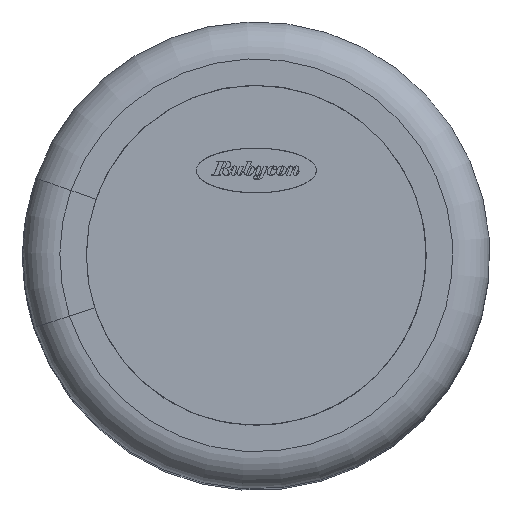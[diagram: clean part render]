
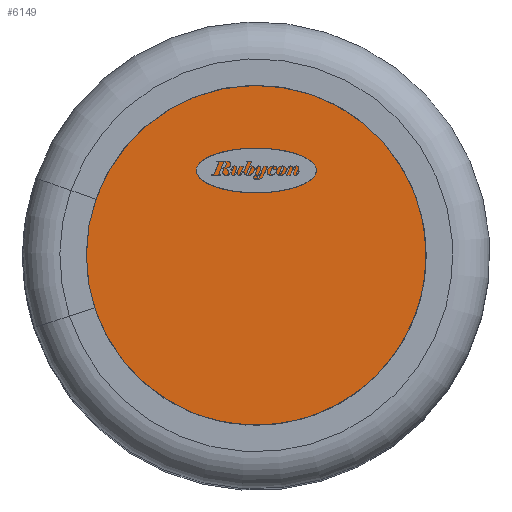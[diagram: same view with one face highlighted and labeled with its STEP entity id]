
A CAD part, top view. The second image highlights one B-rep face of the part: STEP entity #6149.
In plain terms, the highlighted planar face has unit normal (0, 0, 1).
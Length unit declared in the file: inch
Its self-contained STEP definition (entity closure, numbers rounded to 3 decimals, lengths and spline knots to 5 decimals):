
#1691=FACE_OUTER_BOUND('',#2043,.T.);
#2043=EDGE_LOOP('',(#4107));
#2405=CIRCLE('',#6524,2.29286);
#2507=VERTEX_POINT('',#8311);
#3145=EDGE_CURVE('',#2507,#2507,#2405,.T.);
#4107=ORIENTED_EDGE('',*,*,#3145,.F.);
#5999=PLANE('',#6526);
#6149=ADVANCED_FACE('',(#1691),#5999,.T.);
#6524=AXIS2_PLACEMENT_3D('',#8312,#6971,#6972);
#6526=AXIS2_PLACEMENT_3D('',#8314,#6975,#6976);
#6971=DIRECTION('center_axis',(0.,0.,-1.));
#6972=DIRECTION('ref_axis',(-1.,0.,0.));
#6975=DIRECTION('center_axis',(0.,0.,1.));
#6976=DIRECTION('ref_axis',(1.,0.,0.));
#8311=CARTESIAN_POINT('',(2.29286,0.,12.45));
#8312=CARTESIAN_POINT('Origin',(0.,0.,12.45));
#8314=CARTESIAN_POINT('Origin',(0.,0.,
12.45));
